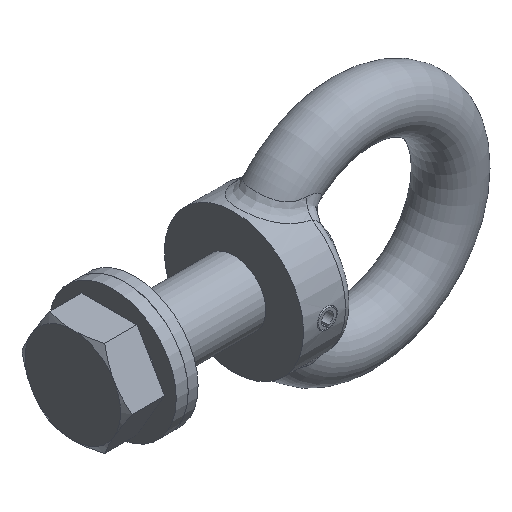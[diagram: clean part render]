
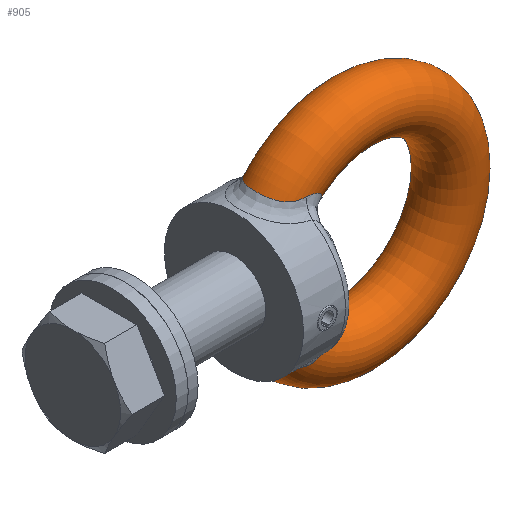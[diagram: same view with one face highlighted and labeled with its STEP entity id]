
A CAD part, isometric view. The second image highlights one B-rep face of the part: STEP entity #905.
In plain terms, the highlighted toroidal (fillet/blend) face has major radius 24.5 mm and minor radius 7 mm.
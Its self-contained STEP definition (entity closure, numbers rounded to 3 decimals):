
#17=TOROIDAL_SURFACE('',#1014,24.5,7.);
#80=B_SPLINE_CURVE_WITH_KNOTS('',3,(#1499,#1500,#1501,#1502,#1503,#1504,
#1505),.UNSPECIFIED.,.F.,.F.,(4,1,1,1,4),(0.,0.383,
0.767,1.15,1.342),.UNSPECIFIED.);
#81=B_SPLINE_CURVE_WITH_KNOTS('',3,(#1507,#1508,#1509,#1510,#1511,#1512,
#1513),.UNSPECIFIED.,.F.,.F.,(4,1,1,1,4),(1.342,1.534,
1.917,2.301,2.684),.UNSPECIFIED.);
#87=B_SPLINE_CURVE_WITH_KNOTS('',3,(#1709,#1710,#1711,#1712,#1713,#1714,
#1715),.UNSPECIFIED.,.F.,.F.,(4,1,1,1,4),(0.,0.383,
0.767,1.15,1.342),.UNSPECIFIED.);
#88=B_SPLINE_CURVE_WITH_KNOTS('',3,(#1717,#1718,#1719,#1720,#1721,#1722,
#1723),.UNSPECIFIED.,.F.,.F.,(4,1,1,1,4),(1.342,1.534,
1.917,2.301,2.684),.UNSPECIFIED.);
#90=B_SPLINE_CURVE_WITH_KNOTS('',3,(#1783,#1784,#1785,#1786,#1787,#1788,
#1789,#1790,#1791,#1792),.UNSPECIFIED.,.F.,.F.,(4,1,1,1,1,1,1,4),(0.,0.474,
0.948,1.421,1.895,2.369,2.843,
3.317),.UNSPECIFIED.);
#92=B_SPLINE_CURVE_WITH_KNOTS('',3,(#1829,#1830,#1831,#1832,#1833,#1834),
 .UNSPECIFIED.,.F.,.F.,(4,1,1,4),(0.,0.382,0.637,
0.891),.UNSPECIFIED.);
#94=B_SPLINE_CURVE_WITH_KNOTS('',3,(#1871,#1872,#1873,#1874,#1875,#1876),
 .UNSPECIFIED.,.F.,.F.,(4,1,1,4),(0.,0.382,0.637,
0.891),.UNSPECIFIED.);
#98=B_SPLINE_CURVE_WITH_KNOTS('',3,(#1941,#1942,#1943,#1944,#1945,#1946),
 .UNSPECIFIED.,.F.,.F.,(4,1,1,4),(0.,0.255,0.509,
0.891),.UNSPECIFIED.);
#99=B_SPLINE_CURVE_WITH_KNOTS('',3,(#1989,#1990,#1991,#1992,#1993,#1994,
#1995,#1996,#1997,#1998),.UNSPECIFIED.,.F.,.F.,(4,1,1,1,1,1,1,4),(0.,0.474,
0.948,1.421,1.895,2.369,2.843,
3.317),.UNSPECIFIED.);
#101=B_SPLINE_CURVE_WITH_KNOTS('',3,(#2035,#2036,#2037,#2038,#2039,#2040),
 .UNSPECIFIED.,.F.,.F.,(4,1,1,4),(0.,0.255,
0.509,0.891),.UNSPECIFIED.);
#147=FACE_OUTER_BOUND('',#204,.T.);
#204=EDGE_LOOP('',(#762,#763,#764,#765,#766,#767,#768,#769,#770,#771,#772,
#773));
#328=CIRCLE('',#1015,17.5);
#375=VERTEX_POINT('',#1496);
#376=VERTEX_POINT('',#1498);
#377=VERTEX_POINT('',#1506);
#397=VERTEX_POINT('',#1706);
#398=VERTEX_POINT('',#1708);
#399=VERTEX_POINT('',#1716);
#400=VERTEX_POINT('',#1767);
#403=VERTEX_POINT('',#1781);
#409=VERTEX_POINT('',#1939);
#410=VERTEX_POINT('',#1987);
#476=EDGE_CURVE('',#375,#376,#80,.T.);
#477=EDGE_CURVE('',#376,#377,#81,.T.);
#508=EDGE_CURVE('',#397,#398,#87,.T.);
#509=EDGE_CURVE('',#398,#399,#88,.T.);
#515=EDGE_CURVE('',#403,#400,#90,.T.);
#517=EDGE_CURVE('',#399,#403,#92,.T.);
#519=EDGE_CURVE('',#400,#397,#94,.T.);
#529=EDGE_CURVE('',#409,#375,#98,.T.);
#531=EDGE_CURVE('',#410,#409,#99,.T.);
#533=EDGE_CURVE('',#377,#410,#101,.T.);
#534=EDGE_CURVE('',#398,#376,#328,.T.);
#762=ORIENTED_EDGE('',*,*,#515,.F.);
#763=ORIENTED_EDGE('',*,*,#517,.F.);
#764=ORIENTED_EDGE('',*,*,#509,.F.);
#765=ORIENTED_EDGE('',*,*,#534,.T.);
#766=ORIENTED_EDGE('',*,*,#476,.F.);
#767=ORIENTED_EDGE('',*,*,#529,.F.);
#768=ORIENTED_EDGE('',*,*,#531,.F.);
#769=ORIENTED_EDGE('',*,*,#533,.F.);
#770=ORIENTED_EDGE('',*,*,#477,.F.);
#771=ORIENTED_EDGE('',*,*,#534,.F.);
#772=ORIENTED_EDGE('',*,*,#508,.F.);
#773=ORIENTED_EDGE('',*,*,#519,.F.);
#905=ADVANCED_FACE('',(#147),#17,.T.);
#1014=AXIS2_PLACEMENT_3D('',#2042,#1228,#1229);
#1015=AXIS2_PLACEMENT_3D('',#2043,#1230,#1231);
#1228=DIRECTION('center_axis',(0.,-1.,0.));
#1229=DIRECTION('ref_axis',(1.,0.,0.));
#1230=DIRECTION('center_axis',(0.,1.,0.));
#1231=DIRECTION('ref_axis',(1.,0.,0.));
#1496=CARTESIAN_POINT('',(46.186,-6.252,-15.843));
#1498=CARTESIAN_POINT('',(47.201,0.,-11.374));
#1499=CARTESIAN_POINT('Ctrl Pts',(46.186,-6.252,-15.843));
#1500=CARTESIAN_POINT('Ctrl Pts',(46.257,-5.936,-15.06));
#1501=CARTESIAN_POINT('Ctrl Pts',(46.416,-5.097,-13.556));
#1502=CARTESIAN_POINT('Ctrl Pts',(46.767,-3.307,-11.937));
#1503=CARTESIAN_POINT('Ctrl Pts',(47.14,-1.498,-11.441));
#1504=CARTESIAN_POINT('Ctrl Pts',(47.196,-0.374,-11.368));
#1505=CARTESIAN_POINT('Ctrl Pts',(47.197,0.,
-11.369));
#1506=CARTESIAN_POINT('',(46.186,6.252,-15.843));
#1507=CARTESIAN_POINT('Ctrl Pts',(47.197,0.001,
-11.369));
#1508=CARTESIAN_POINT('Ctrl Pts',(47.197,0.376,-11.369));
#1509=CARTESIAN_POINT('Ctrl Pts',(47.142,1.5,-11.445));
#1510=CARTESIAN_POINT('Ctrl Pts',(46.77,3.307,-11.94));
#1511=CARTESIAN_POINT('Ctrl Pts',(46.416,5.099,-13.563));
#1512=CARTESIAN_POINT('Ctrl Pts',(46.257,5.936,-15.06));
#1513=CARTESIAN_POINT('Ctrl Pts',(46.186,6.252,-15.843));
#1706=CARTESIAN_POINT('',(46.186,6.252,15.843));
#1708=CARTESIAN_POINT('',(47.201,0.,11.374));
#1709=CARTESIAN_POINT('Ctrl Pts',(46.186,6.252,15.843));
#1710=CARTESIAN_POINT('Ctrl Pts',(46.257,5.936,15.06));
#1711=CARTESIAN_POINT('Ctrl Pts',(46.415,5.099,13.561));
#1712=CARTESIAN_POINT('Ctrl Pts',(46.767,3.31,11.937));
#1713=CARTESIAN_POINT('Ctrl Pts',(47.14,1.498,11.441));
#1714=CARTESIAN_POINT('Ctrl Pts',(47.197,0.374,11.368));
#1715=CARTESIAN_POINT('Ctrl Pts',(47.197,0.,
11.368));
#1716=CARTESIAN_POINT('',(46.186,-6.252,15.843));
#1717=CARTESIAN_POINT('Ctrl Pts',(47.197,-0.001,
11.368));
#1718=CARTESIAN_POINT('Ctrl Pts',(47.197,-0.375,11.369));
#1719=CARTESIAN_POINT('Ctrl Pts',(47.142,-1.499,11.444));
#1720=CARTESIAN_POINT('Ctrl Pts',(46.77,-3.306,11.941));
#1721=CARTESIAN_POINT('Ctrl Pts',(46.417,-5.096,13.558));
#1722=CARTESIAN_POINT('Ctrl Pts',(46.257,-5.936,15.06));
#1723=CARTESIAN_POINT('Ctrl Pts',(46.186,-6.252,15.843));
#1767=CARTESIAN_POINT('',(41.915,6.8,18.41));
#1781=CARTESIAN_POINT('',(41.915,-6.8,18.41));
#1783=CARTESIAN_POINT('Ctrl Pts',(41.915,-6.8,18.41));
#1784=CARTESIAN_POINT('Ctrl Pts',(40.765,-6.626,18.262));
#1785=CARTESIAN_POINT('Ctrl Pts',(38.677,-5.989,18.26));
#1786=CARTESIAN_POINT('Ctrl Pts',(36.635,-4.032,18.912));
#1787=CARTESIAN_POINT('Ctrl Pts',(35.656,-1.409,19.441));
#1788=CARTESIAN_POINT('Ctrl Pts',(35.657,1.419,19.439));
#1789=CARTESIAN_POINT('Ctrl Pts',(36.64,4.042,18.91));
#1790=CARTESIAN_POINT('Ctrl Pts',(38.688,5.993,18.259));
#1791=CARTESIAN_POINT('Ctrl Pts',(40.765,6.626,18.262));
#1792=CARTESIAN_POINT('Ctrl Pts',(41.915,6.8,18.41));
#1829=CARTESIAN_POINT('Ctrl Pts',(46.186,-6.252,15.843));
#1830=CARTESIAN_POINT('Ctrl Pts',(46.116,-6.567,16.623));
#1831=CARTESIAN_POINT('Ctrl Pts',(45.453,-6.965,17.657));
#1832=CARTESIAN_POINT('Ctrl Pts',(43.729,-7.033,18.425));
#1833=CARTESIAN_POINT('Ctrl Pts',(42.533,-6.894,18.489));
#1834=CARTESIAN_POINT('Ctrl Pts',(41.915,-6.8,18.41));
#1871=CARTESIAN_POINT('Ctrl Pts',(41.915,6.8,18.41));
#1872=CARTESIAN_POINT('Ctrl Pts',(42.842,6.94,18.529));
#1873=CARTESIAN_POINT('Ctrl Pts',(44.315,7.082,18.309));
#1874=CARTESIAN_POINT('Ctrl Pts',(45.758,6.82,17.259));
#1875=CARTESIAN_POINT('Ctrl Pts',(46.14,6.462,16.363));
#1876=CARTESIAN_POINT('Ctrl Pts',(46.186,6.252,15.843));
#1939=CARTESIAN_POINT('',(41.915,-6.8,-18.41));
#1941=CARTESIAN_POINT('Ctrl Pts',(41.915,-6.8,-18.41));
#1942=CARTESIAN_POINT('Ctrl Pts',(42.533,-6.894,-18.489));
#1943=CARTESIAN_POINT('Ctrl Pts',(43.729,-7.033,-18.425));
#1944=CARTESIAN_POINT('Ctrl Pts',(45.453,-6.965,-17.657));
#1945=CARTESIAN_POINT('Ctrl Pts',(46.116,-6.567,-16.623));
#1946=CARTESIAN_POINT('Ctrl Pts',(46.186,-6.252,-15.843));
#1987=CARTESIAN_POINT('',(41.915,6.8,-18.41));
#1989=CARTESIAN_POINT('Ctrl Pts',(41.915,6.8,-18.41));
#1990=CARTESIAN_POINT('Ctrl Pts',(40.765,6.626,-18.262));
#1991=CARTESIAN_POINT('Ctrl Pts',(38.689,5.997,-18.26));
#1992=CARTESIAN_POINT('Ctrl Pts',(36.637,4.036,-18.909));
#1993=CARTESIAN_POINT('Ctrl Pts',(35.659,1.426,-19.44));
#1994=CARTESIAN_POINT('Ctrl Pts',(35.656,-1.418,-19.438));
#1995=CARTESIAN_POINT('Ctrl Pts',(36.634,-4.027,-18.914));
#1996=CARTESIAN_POINT('Ctrl Pts',(38.676,-5.99,-18.26));
#1997=CARTESIAN_POINT('Ctrl Pts',(40.765,-6.626,-18.262));
#1998=CARTESIAN_POINT('Ctrl Pts',(41.915,-6.8,-18.41));
#2035=CARTESIAN_POINT('Ctrl Pts',(46.186,6.252,-15.843));
#2036=CARTESIAN_POINT('Ctrl Pts',(46.14,6.462,-16.363));
#2037=CARTESIAN_POINT('Ctrl Pts',(45.755,6.822,-17.265));
#2038=CARTESIAN_POINT('Ctrl Pts',(44.305,7.08,-18.311));
#2039=CARTESIAN_POINT('Ctrl Pts',(42.841,6.94,-18.529));
#2040=CARTESIAN_POINT('Ctrl Pts',(41.915,6.8,-18.41));
#2042=CARTESIAN_POINT('Origin',(60.501,0.,0.));
#2043=CARTESIAN_POINT('Origin',(60.501,0.,0.));
